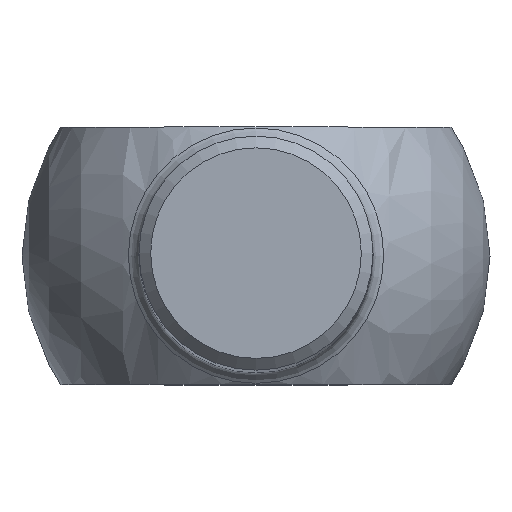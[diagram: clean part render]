
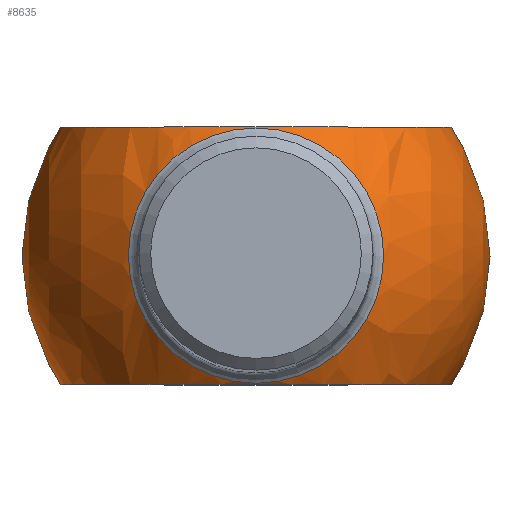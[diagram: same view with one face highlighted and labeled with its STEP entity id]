
A CAD part, top view. The second image highlights one B-rep face of the part: STEP entity #8635.
In plain terms, the highlighted spherical face has radius 20 mm.
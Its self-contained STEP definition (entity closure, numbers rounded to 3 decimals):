
#69 = DIRECTION ( 'NONE',  ( 1., 0., 0. ) ) ;
#793 = CARTESIAN_POINT ( 'NONE',  ( 0., 11., -140. ) ) ;
#1192 = FACE_OUTER_BOUND ( 'NONE', #4174, .T. ) ;
#1263 = AXIS2_PLACEMENT_3D ( 'NONE', #6294, #69, #2127 ) ;
#1416 = CARTESIAN_POINT ( 'NONE',  ( 0., 11., -156.703 ) ) ;
#1769 = EDGE_LOOP ( 'NONE', ( #7522 ) ) ;
#1934 = ORIENTED_EDGE ( 'NONE', *, *, #9797, .T. ) ;
#2064 = CIRCLE ( 'NONE', #6413, 16.703 ) ;
#2080 = VERTEX_POINT ( 'NONE', #1416 ) ;
#2127 = DIRECTION ( 'NONE',  ( 0., 0., -1. ) ) ;
#2642 = EDGE_CURVE ( 'NONE', #8859, #8859, #2064, .T. ) ;
#3381 = DIRECTION ( 'NONE',  ( 0., 0., -1. ) ) ;
#3434 = AXIS2_PLACEMENT_3D ( 'NONE', #793, #11022, #6005 ) ;
#4165 = CIRCLE ( 'NONE', #3434, 16.703 ) ;
#4174 = EDGE_LOOP ( 'NONE', ( #12987 ) ) ;
#4423 = CARTESIAN_POINT ( 'NONE',  ( -10.909, 0., -123.237 ) ) ;
#5182 = CIRCLE ( 'NONE', #7812, 10.909 ) ;
#5494 = CARTESIAN_POINT ( 'NONE',  ( 0., -11., -156.703 ) ) ;
#5567 = CARTESIAN_POINT ( 'NONE',  ( 0., 0., -123.237 ) ) ;
#5927 = EDGE_LOOP ( 'NONE', ( #1934 ) ) ;
#6005 = DIRECTION ( 'NONE',  ( 0., 0., -1. ) ) ;
#6040 = CARTESIAN_POINT ( 'NONE',  ( 0., -11., -140. ) ) ;
#6294 = CARTESIAN_POINT ( 'NONE',  ( 0., 0., -140. ) ) ;
#6413 = AXIS2_PLACEMENT_3D ( 'NONE', #6040, #8146, #13296 ) ;
#7380 = FACE_OUTER_BOUND ( 'NONE', #1769, .T. ) ;
#7511 = SPHERICAL_SURFACE ( 'NONE', #1263, 20. ) ;
#7522 = ORIENTED_EDGE ( 'NONE', *, *, #2642, .F. ) ;
#7812 = AXIS2_PLACEMENT_3D ( 'NONE', #5567, #3381, #9522 ) ;
#8146 = DIRECTION ( 'NONE',  ( 0., -1., 0. ) ) ;
#8635 = ADVANCED_FACE ( 'NONE', ( #11757, #1192, #7380 ), #7511, .T. ) ;
#8859 = VERTEX_POINT ( 'NONE', #5494 ) ;
#9522 = DIRECTION ( 'NONE',  ( -1., 0., 0. ) ) ;
#9797 = EDGE_CURVE ( 'NONE', #11141, #11141, #5182, .T. ) ;
#11022 = DIRECTION ( 'NONE',  ( 0., -1., 0. ) ) ;
#11141 = VERTEX_POINT ( 'NONE', #4423 ) ;
#11757 = FACE_BOUND ( 'NONE', #5927, .T. ) ;
#12198 = EDGE_CURVE ( 'NONE', #2080, #2080, #4165, .T. ) ;
#12987 = ORIENTED_EDGE ( 'NONE', *, *, #12198, .T. ) ;
#13296 = DIRECTION ( 'NONE',  ( 0., 0., -1. ) ) ;
